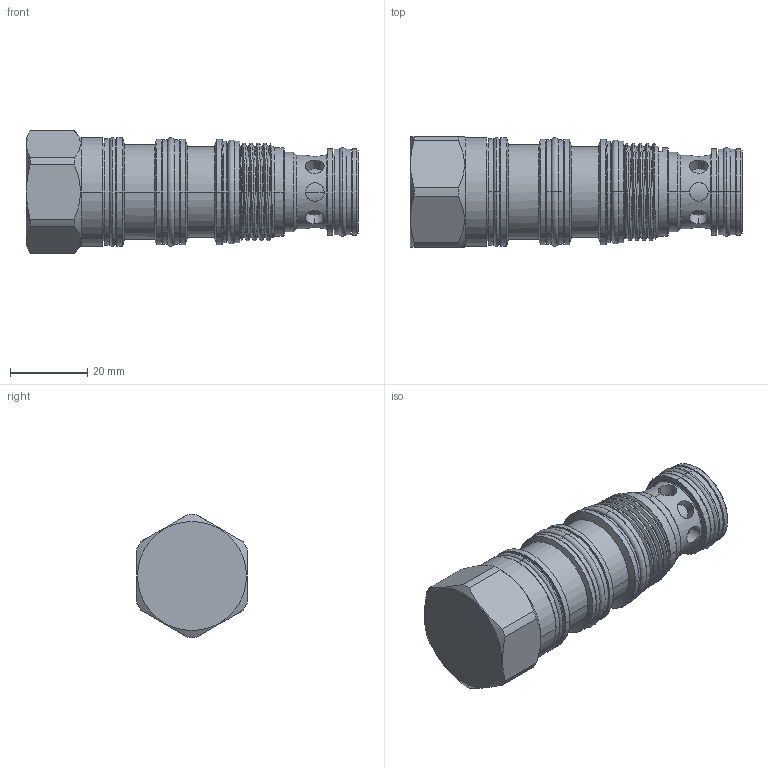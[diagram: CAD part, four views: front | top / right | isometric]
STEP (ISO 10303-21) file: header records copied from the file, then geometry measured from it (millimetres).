
FILE_DESCRIPTION (( 'STEP AP203' ), '1' );
FILE_NAME ('LB22A4S-N.STEP', '2016-05-31T01:49:50', ( '' ), ( '' ), 'SwSTEP 2.0', 'SolidWorks 2012', '' );
FILE_SCHEMA (( 'CONFIG_CONTROL_DESIGN' ));
Length unit declared in the file: millimetre
Products named in the file (1): LB22A4S-N
Bounding box: 85.8 x 28.57 x 31.79 mm (x, y, z)
Volume: 42267.2 mm3; surface area: 13347.1 mm2
Topology: 5 solids, 6 shells, 209 faces, 470 edges, 295 vertices
Faces by surface type: cylinder 118, plane 36, cone 32, torus 18, bspline 3, sphere 2
Entity records: 8056 total; most frequent: CARTESIAN_POINT 3318, DIRECTION 1015, ORIENTED_EDGE 940, EDGE_CURVE 470, AXIS2_PLACEMENT_3D 434, VERTEX_POINT 295, EDGE_LOOP 241, CIRCLE 227
